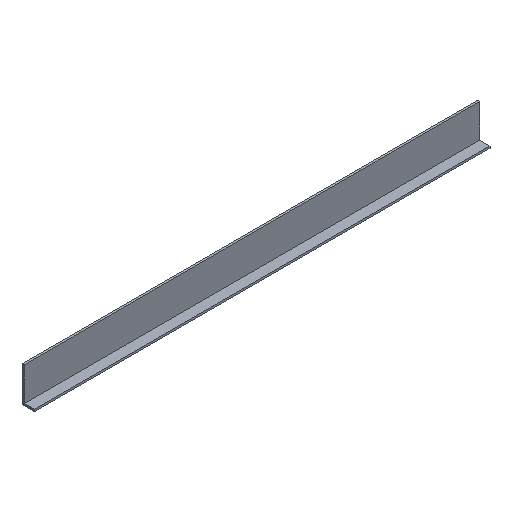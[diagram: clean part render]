
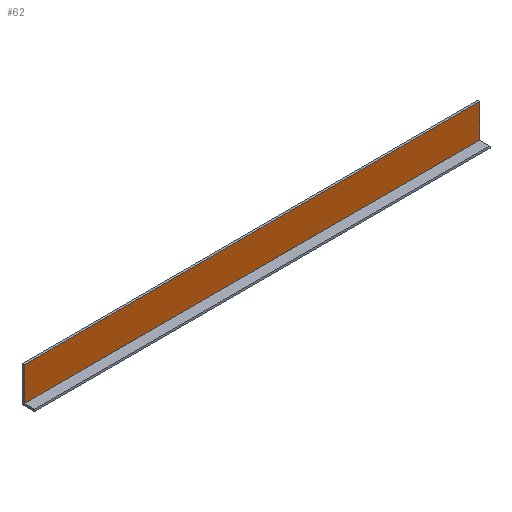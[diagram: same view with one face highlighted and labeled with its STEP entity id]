
A CAD part, isometric view. The second image highlights one B-rep face of the part: STEP entity #62.
In plain terms, the highlighted planar face has unit normal (0, -1, 0).
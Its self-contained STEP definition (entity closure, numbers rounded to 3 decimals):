
#12 = LINE ( 'NONE', #83, #118 ) ;
#14 = DIRECTION ( 'NONE',  ( 0., 0., -1. ) ) ;
#21 = PLANE ( 'NONE',  #54 ) ;
#23 = VECTOR ( 'NONE', #206, 1000. ) ;
#27 = DIRECTION ( 'NONE',  ( 0., 0., -1. ) ) ;
#52 = CARTESIAN_POINT ( 'NONE',  ( -680., 15., 28. ) ) ;
#53 = CARTESIAN_POINT ( 'NONE',  ( -680., 15., -22. ) ) ;
#54 = AXIS2_PLACEMENT_3D ( 'NONE', #52, #302, #260 ) ;
#62 = ADVANCED_FACE ( 'NONE', ( #105 ), #21, .T. ) ;
#67 = EDGE_CURVE ( 'NONE', #149, #115, #231, .T. ) ;
#81 = CARTESIAN_POINT ( 'NONE',  ( -680., 15., 28. ) ) ;
#83 = CARTESIAN_POINT ( 'NONE',  ( 0., 15., 28. ) ) ;
#87 = EDGE_CURVE ( 'NONE', #115, #112, #227, .T. ) ;
#102 = EDGE_LOOP ( 'NONE', ( #276, #124, #216, #252 ) ) ;
#105 = FACE_OUTER_BOUND ( 'NONE', #102, .T. ) ;
#107 = VERTEX_POINT ( 'NONE', #258 ) ;
#112 = VERTEX_POINT ( 'NONE', #136 ) ;
#115 = VERTEX_POINT ( 'NONE', #53 ) ;
#118 = VECTOR ( 'NONE', #14, 1000. ) ;
#124 = ORIENTED_EDGE ( 'NONE', *, *, #263, .F. ) ;
#135 = VECTOR ( 'NONE', #27, 1000. ) ;
#136 = CARTESIAN_POINT ( 'NONE',  ( 0., 15., -22. ) ) ;
#144 = DIRECTION ( 'NONE',  ( 1., 0., 0. ) ) ;
#145 = VECTOR ( 'NONE', #144, 1000. ) ;
#149 = VERTEX_POINT ( 'NONE', #81 ) ;
#159 = CARTESIAN_POINT ( 'NONE',  ( -680., 15., -22. ) ) ;
#161 = CARTESIAN_POINT ( 'NONE',  ( -680., 15., 28. ) ) ;
#183 = CARTESIAN_POINT ( 'NONE',  ( -680., 15., 28. ) ) ;
#191 = LINE ( 'NONE', #183, #145 ) ;
#206 = DIRECTION ( 'NONE',  ( 1., 0., 0. ) ) ;
#216 = ORIENTED_EDGE ( 'NONE', *, *, #67, .T. ) ;
#227 = LINE ( 'NONE', #159, #23 ) ;
#231 = LINE ( 'NONE', #161, #135 ) ;
#252 = ORIENTED_EDGE ( 'NONE', *, *, #87, .T. ) ;
#258 = CARTESIAN_POINT ( 'NONE',  ( 0., 15., 28. ) ) ;
#260 = DIRECTION ( 'NONE',  ( 0., 0., -1. ) ) ;
#263 = EDGE_CURVE ( 'NONE', #149, #107, #191, .T. ) ;
#276 = ORIENTED_EDGE ( 'NONE', *, *, #279, .F. ) ;
#279 = EDGE_CURVE ( 'NONE', #107, #112, #12, .T. ) ;
#302 = DIRECTION ( 'NONE',  ( 0., -1., 0. ) ) ;
